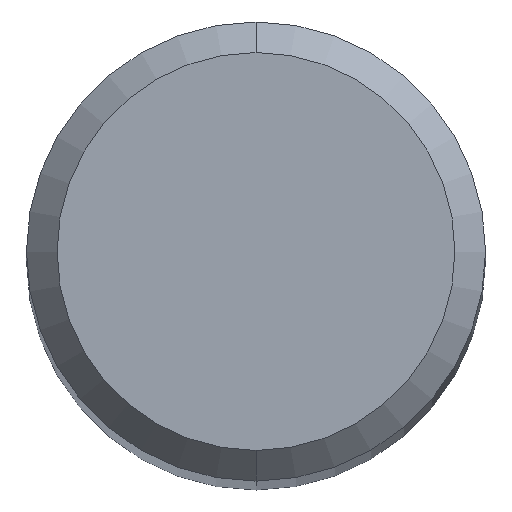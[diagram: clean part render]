
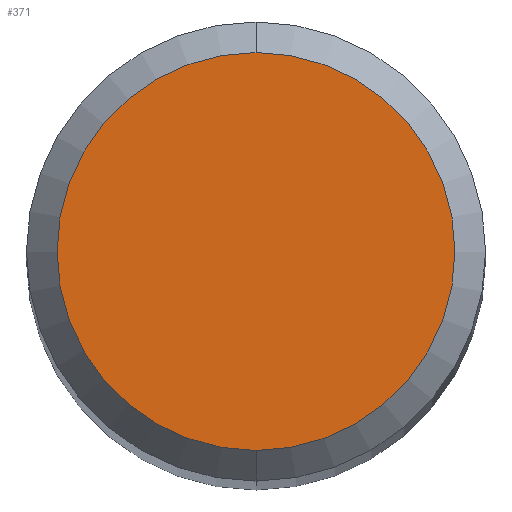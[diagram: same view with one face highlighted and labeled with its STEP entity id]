
A CAD part, top view. The second image highlights one B-rep face of the part: STEP entity #371.
In plain terms, the highlighted planar face has unit normal (0, 0, 1).
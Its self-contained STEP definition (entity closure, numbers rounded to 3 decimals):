
#371=ADVANCED_FACE('',(#934),#935,.T.);
#449=EDGE_CURVE('',#735,#537,#1018,.T.);
#537=VERTEX_POINT('',#1113);
#619=EDGE_CURVE('',#537,#735,#1200,.T.);
#735=VERTEX_POINT('',#1329);
#934=FACE_OUTER_BOUND('',#1740,.T.);
#935=PLANE('',#1741);
#1018=CIRCLE('',#1918,2.6);
#1113=CARTESIAN_POINT('',(0.0,2.6,0.0));
#1200=CIRCLE('',#2803,2.6);
#1329=CARTESIAN_POINT('',(0.,-2.6,0.0));
#1740=EDGE_LOOP('',(#3850,#3851));
#1741=AXIS2_PLACEMENT_3D('',#3852,#3853,#3854);
#1918=AXIS2_PLACEMENT_3D('',#3944,#3945,#3946);
#2803=AXIS2_PLACEMENT_3D('',#4107,#4108,#4109);
#3850=ORIENTED_EDGE('',*,*,#619,.F.);
#3851=ORIENTED_EDGE('',*,*,#449,.F.);
#3852=CARTESIAN_POINT('',(0.0,1.3,0.0));
#3853=DIRECTION('',(-0.0,0.0,1.0));
#3854=DIRECTION('',(0.0,-1.0,0.0));
#3944=CARTESIAN_POINT('',(0.0,0.0,0.0));
#3945=DIRECTION('',(0.0,0.0,-1.0));
#3946=DIRECTION('',(0.0,1.0,0.0));
#4107=CARTESIAN_POINT('',(0.0,0.0,0.0));
#4108=DIRECTION('',(0.0,0.0,-1.0));
#4109=DIRECTION('',(0.0,1.0,0.0));
